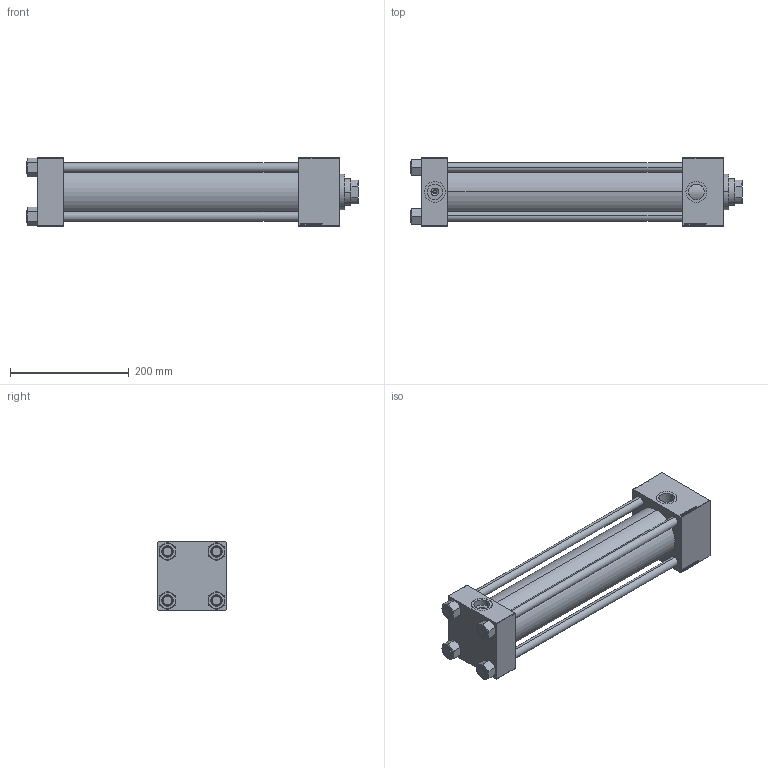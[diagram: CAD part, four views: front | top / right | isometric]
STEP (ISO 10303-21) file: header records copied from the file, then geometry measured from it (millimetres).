
FILE_DESCRIPTION (( 'STEP AP203' ), '1' );
FILE_NAME ('8f85.STEP', '2022-04-15T12:34:51', ( '' ), ( '' ), 'SwSTEP 2.0', 'SolidWorks 2019', '' );
FILE_SCHEMA (( 'CONFIG_CONTROL_DESIGN' ));
Length unit declared in the file: millimetre
Products named in the file (6): NUT_M5_C fe8bc8423d5daa5d40f3b7b51be42019; V215_VC_A fe8bc8423d5daa5d40f3b7b51be42019; V215CR_C_Body fe8bc8423d5daa5d40f3b7b51be42019; 8f85; V215CR_VCP_C fe8bc8423d5daa5d40f3b7b51be42019; V215CR_C_TYCINKA fe8bc8423d5daa5d40f3b7b51be42019
Assembly tree (11 placements, depth 2):
  8f85
    V215CR_C_Body fe8bc8423d5daa5d40f3b7b51be42019
    V215CR_VCP_C fe8bc8423d5daa5d40f3b7b51be42019
    NUT_M5_C fe8bc8423d5daa5d40f3b7b51be42019  x4
    V215CR_C_TYCINKA fe8bc8423d5daa5d40f3b7b51be42019  x4
    V215_VC_A fe8bc8423d5daa5d40f3b7b51be42019
Bounding box: 560 x 115 x 115 mm (x, y, z)
Volume: 2867825.1 mm3; surface area: 559053.9 mm2
Topology: 11 solids, 11 shells, 1202 faces, 3038 edges, 1977 vertices
Faces by surface type: plane 576, bspline 392, cone 136, cylinder 90, torus 8
Entity records: 50830 total; most frequent: CARTESIAN_POINT 27246, ORIENTED_EDGE 5340, DIRECTION 3408, EDGE_CURVE 2670, VERTEX_POINT 1755, LINE 1618, VECTOR 1618, EDGE_LOOP 1177
